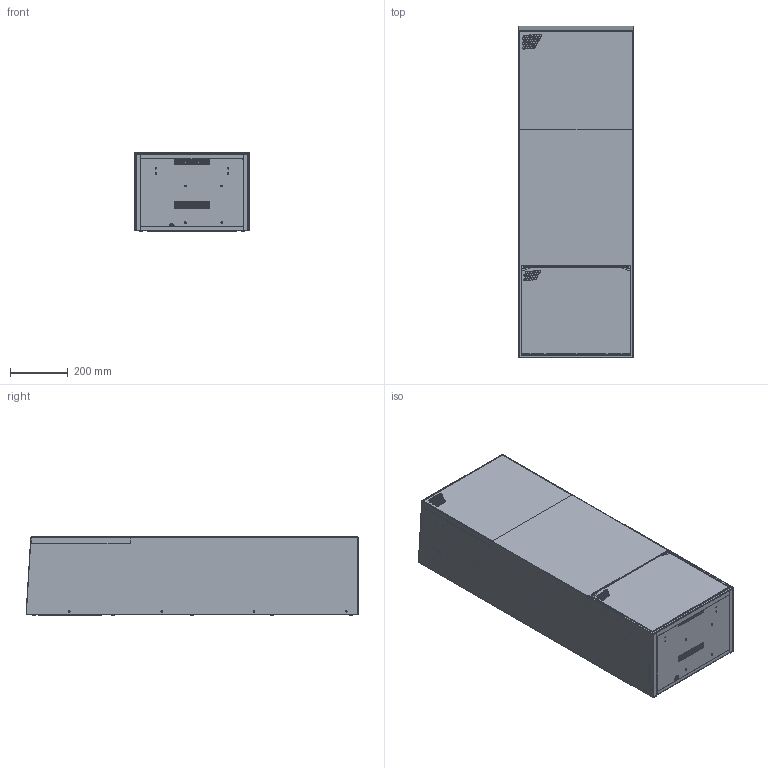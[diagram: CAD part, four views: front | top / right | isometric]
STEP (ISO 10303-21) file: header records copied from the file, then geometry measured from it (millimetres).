
FILE_DESCRIPTION (( 'STEP AP214' ), '1' );
FILE_NAME ('SCE-AC5100B120V-2.STEP', '2022-03-30T10:58:23', ( '' ), ( '' ), 'SwSTEP 2.0', 'SolidWorks 2021', '' );
FILE_SCHEMA (( 'AUTOMOTIVE_DESIGN' ));
Length unit declared in the file: inch
Products named in the file (1): SCE-AC5100B120V-2
Bounding box: 395 x 1150.13 x 272.6 mm (x, y, z)
Volume: 2871493.7 mm3; surface area: 4632125.6 mm2
Topology: 44 solids, 44 shells, 2856 faces, 7918 edges, 5282 vertices
Faces by surface type: plane 2010, cylinder 697, cone 83, bspline 66
Full cylindrical faces by diameter (mm): 1.5 x2, 2 x250, 2.7 x2, 2.8 x9, 3.2 x4, 3.6 x11, 3.988 x1, 4.2 x9, 4.3 x83, 4.5 x28, 4.9 x4, 5 x9, 5.5 x10, 5.893 x1, 6 x19, 6.5 x4, 6.7 x10, 6.8 x2, 7 x19, 8 x58, 8.25 x4, 10 x2, 10.9 x2, 12 x6, 13.4 x2
Entity records: 129905 total; most frequent: CARTESIAN_POINT 22500, ORIENTED_EDGE 13608, DIRECTION 13493, EDGE_CURVE 6804, VERTEX_POINT 4816, VECTOR 4779, LINE 4779, EDGE_LOOP 4696
